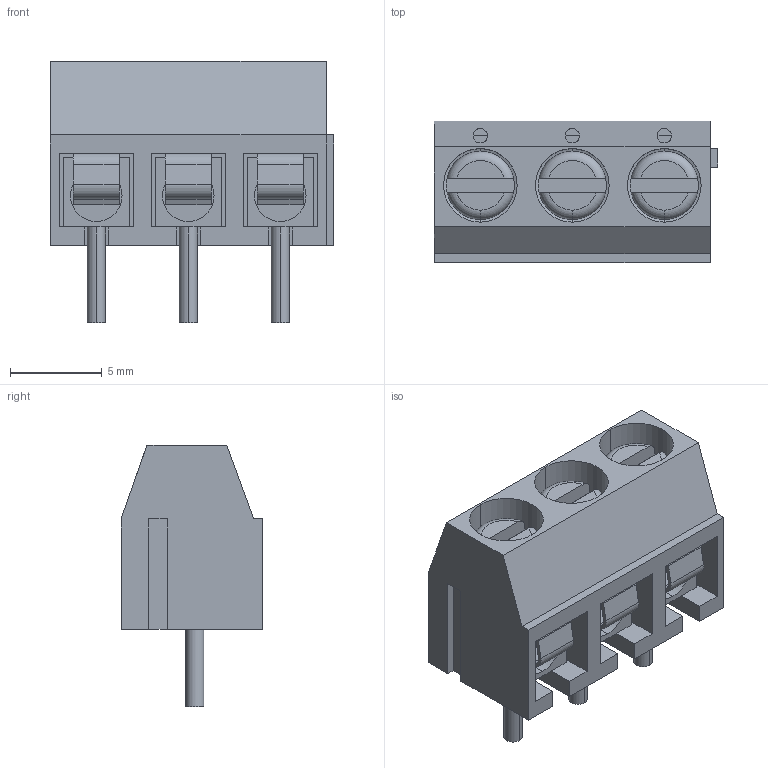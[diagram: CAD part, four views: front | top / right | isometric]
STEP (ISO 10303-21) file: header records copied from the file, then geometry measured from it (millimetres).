
FILE_DESCRIPTION (( 'STEP AP214' ), '1' );
FILE_NAME ('CONN-TH_3P-P5.00_KF301-5.0-3P.step', '2022-07-29T16:47:38', ( '' ), ( '' ), 'SwSTEP 2.0', 'SolidWorks 2020', '' );
FILE_SCHEMA (( 'AUTOMOTIVE_DESIGN' ));
Length unit declared in the file: millimetre
Products named in the file (1): CONN-TH_3P-P5.00_KF301-5.0-3P
Bounding box: 15.4 x 7.7 x 14.2 mm (x, y, z)
Volume: 693.5 mm3; surface area: 1735.4 mm2
Topology: 14 solids, 14 shells, 812 faces, 2325 edges, 1541 vertices
Faces by surface type: plane 486, bspline 242, cylinder 69, torus 9, cone 6
Entity records: 40594 total; most frequent: CARTESIAN_POINT 13185, ORIENTED_EDGE 4650, DIRECTION 3075, EDGE_CURVE 2325, VECTOR 1621, LINE 1621, VERTEX_POINT 1541, EDGE_LOOP 866
